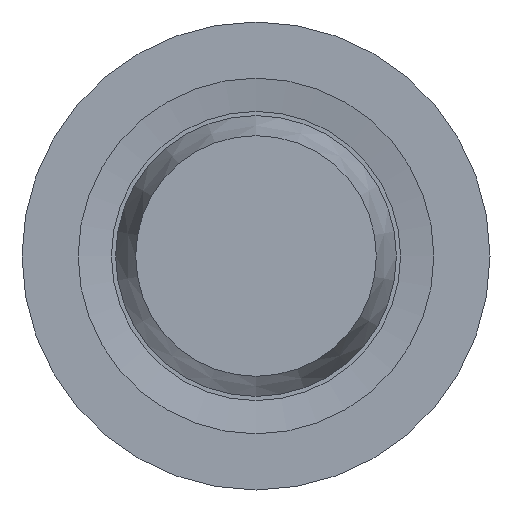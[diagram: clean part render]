
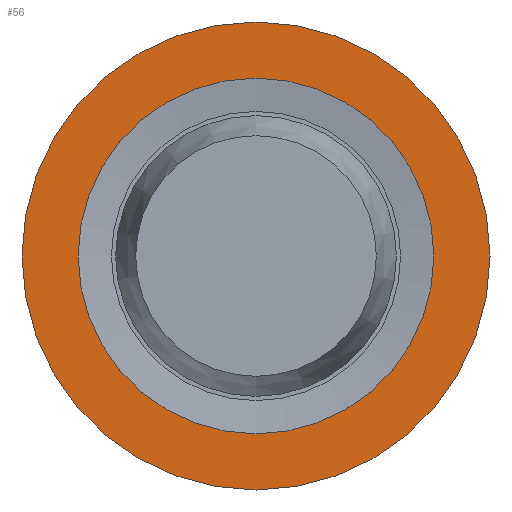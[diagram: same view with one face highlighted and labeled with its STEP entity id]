
A CAD part, front view. The second image highlights one B-rep face of the part: STEP entity #56.
In plain terms, the highlighted planar face has unit normal (0, -1, 0).
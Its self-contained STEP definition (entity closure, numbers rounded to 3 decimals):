
#56 = ADVANCED_FACE( '', ( #115, #116 ), #117, .F. );
#115 = FACE_BOUND( '', #168, .T. );
#116 = FACE_OUTER_BOUND( '', #169, .T. );
#117 = PLANE( '', #170 );
#168 = EDGE_LOOP( '', ( #235 ) );
#169 = EDGE_LOOP( '', ( #236 ) );
#170 = AXIS2_PLACEMENT_3D( '', #237, #238, #239 );
#235 = ORIENTED_EDGE( '', *, *, #260, .F. );
#236 = ORIENTED_EDGE( '', *, *, #252, .T. );
#237 = CARTESIAN_POINT( '', ( 5., 0., 0. ) );
#238 = DIRECTION( '', ( 0., 1., 0. ) );
#239 = DIRECTION( '', ( 0., 0., 1. ) );
#252 = EDGE_CURVE( '', #278, #278, #279, .T. );
#260 = EDGE_CURVE( '', #291, #291, #292, .T. );
#278 = VERTEX_POINT( '', #312 );
#279 = CIRCLE( '', #313, 5. );
#291 = VERTEX_POINT( '', #325 );
#292 = CIRCLE( '', #326, 3.8 );
#312 = CARTESIAN_POINT( '', ( 0., 0., -5. ) );
#313 = AXIS2_PLACEMENT_3D( '', #346, #347, #348 );
#325 = CARTESIAN_POINT( '', ( 0., 0., -3.8 ) );
#326 = AXIS2_PLACEMENT_3D( '', #361, #362, #363 );
#346 = CARTESIAN_POINT( '', ( 0., 0., 0. ) );
#347 = DIRECTION( '', ( 0., -1., 0. ) );
#348 = DIRECTION( '', ( 0., 0., -1. ) );
#361 = CARTESIAN_POINT( '', ( 0., 0., 0. ) );
#362 = DIRECTION( '', ( 0., -1., 0. ) );
#363 = DIRECTION( '', ( 0., 0., -1. ) );
